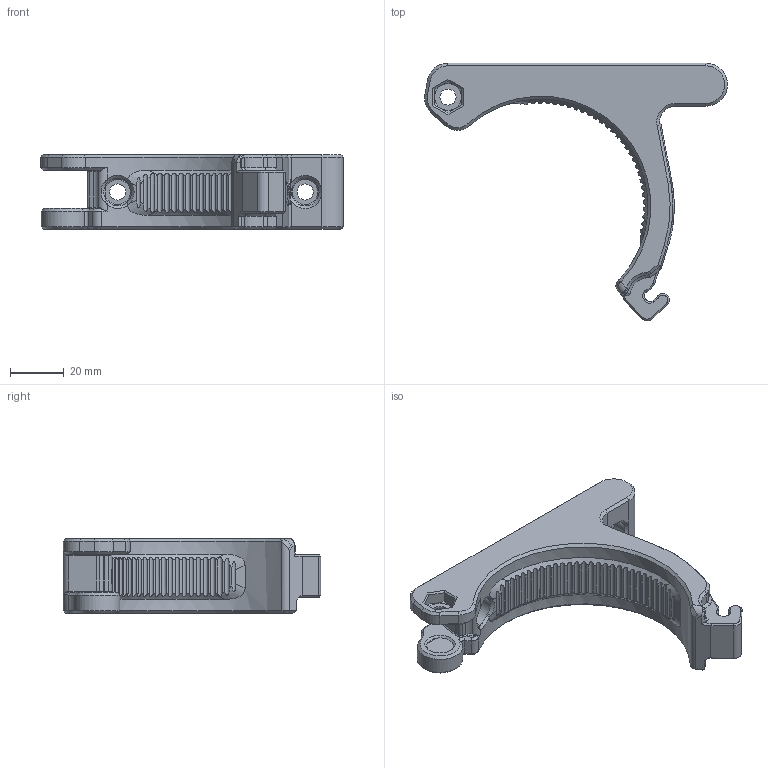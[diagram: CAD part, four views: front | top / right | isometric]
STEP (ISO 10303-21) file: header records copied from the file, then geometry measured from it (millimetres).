
FILE_DESCRIPTION(/* description */ ('','CAx-IF Rec.Pracs.---Representation and Presentation of Product Manufacturing Information (PMI)---4.0---2014-10-13'),/* implementation_level */ '2;1');
FILE_NAME(/* name */ 'OSSM - Base - PitClamp Mini_Lower_step.stp',/* time_stamp */ '2025-02-27T09:06:46-05:00',/* author */ (''),/* organization */ (''),/* preprocessor_version */ 'ST-DEVELOPER v20',/* originating_system */ 'Autodesk Translation Framework v13.20.0.188',/* authorisation */ '');
FILE_SCHEMA (('AP242_MANAGED_MODEL_BASED_3D_ENGINEERING_MIM_LF { 1 0 10303 442 1 1 4 }'));
Length unit declared in the file: millimetre
Products named in the file (1): Lower
Bounding box: 113.08 x 96.18 x 28 mm (x, y, z)
Volume: 69102.4 mm3; surface area: 17657.1 mm2
Topology: 1 solids, 1 shells, 336 faces, 868 edges, 535 vertices
Faces by surface type: cylinder 106, plane 88, bspline 75, cone 67
Full cylindrical faces by diameter (mm): 6 x3, 10.4 x2
Entity records: 15013 total; most frequent: CARTESIAN_POINT 7513, ORIENTED_EDGE 1736, DIRECTION 1276, EDGE_CURVE 868, VERTEX_POINT 535, AXIS2_PLACEMENT_3D 451, LINE 374, VECTOR 374
